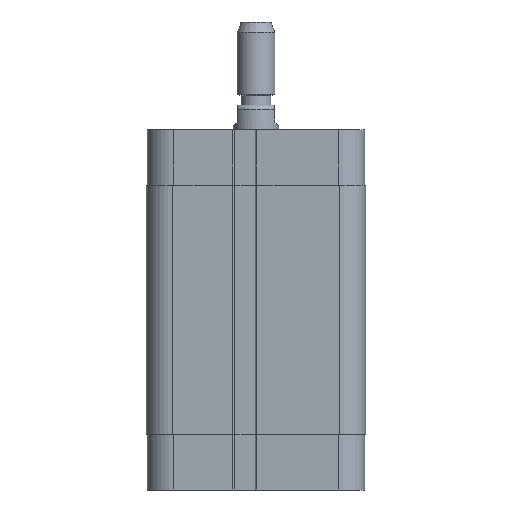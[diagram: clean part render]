
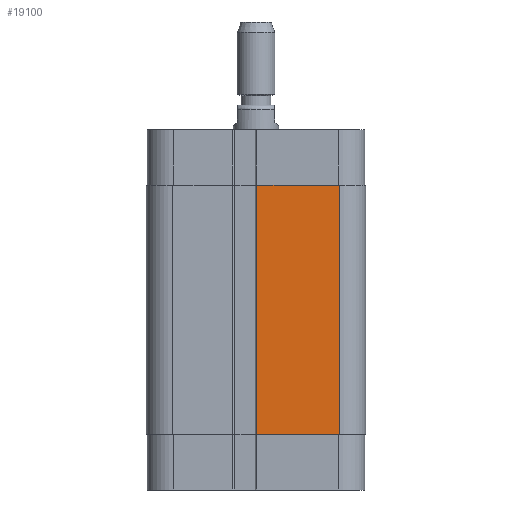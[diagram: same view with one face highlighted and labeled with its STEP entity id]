
A CAD part, front view. The second image highlights one B-rep face of the part: STEP entity #19100.
In plain terms, the highlighted planar face has unit normal (0, -1, 0).
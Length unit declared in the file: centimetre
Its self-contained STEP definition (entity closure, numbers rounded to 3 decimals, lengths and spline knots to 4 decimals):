
#708=PLANE($,#19713);
#1733=FACE_OUTER_BOUND($,#2898,.T.);
#2898=EDGE_LOOP($,(#17177,#17178,#17179,#17180));
#4182=LINE($,#38633,#5545);
#4243=LINE($,#38818,#5606);
#4262=LINE($,#38881,#5625);
#4263=LINE($,#38883,#5626);
#5545=VECTOR($,#21943,2.18);
#5606=VECTOR($,#22132,2.18);
#5625=VECTOR($,#22189,6.6);
#5626=VECTOR($,#22192,6.6);
#8781=VERTEX_POINT($,#38630);
#8782=VERTEX_POINT($,#38632);
#8841=VERTEX_POINT($,#38815);
#8842=VERTEX_POINT($,#38817);
#11539=EDGE_CURVE($,#8782,#8781,#4182,.T.);
#11632=EDGE_CURVE($,#8842,#8841,#4243,.T.);
#11664=EDGE_CURVE($,#8782,#8841,#4262,.T.);
#11665=EDGE_CURVE($,#8781,#8842,#4263,.T.);
#17177=ORIENTED_EDGE($,*,*,#11539,.T.);
#17178=ORIENTED_EDGE($,*,*,#11665,.T.);
#17179=ORIENTED_EDGE($,*,*,#11632,.T.);
#17180=ORIENTED_EDGE($,*,*,#11664,.F.);
#19100=ADVANCED_FACE($,(#1733),#708,.T.);
#19713=AXIS2_PLACEMENT_3D($,#38882,#22190,#22191);
#21943=DIRECTION($,(-1.,0.,0.));
#22132=DIRECTION($,(1.,0.,0.));
#22189=DIRECTION($,(0.,0.,-1.));
#22190=DIRECTION('center_axis',(0.,-1.,0.));
#22191=DIRECTION('ref_axis',(1.,0.,0.));
#22192=DIRECTION($,(0.,0.,-1.));
#38630=CARTESIAN_POINT('',(0.025,-2.905,8.075));
#38632=CARTESIAN_POINT('',(2.205,-2.905,8.075));
#38633=CARTESIAN_POINT($,(2.205,-2.905,8.075));
#38815=CARTESIAN_POINT('',(2.205,-2.905,1.475));
#38817=CARTESIAN_POINT('',(0.025,-2.905,1.475));
#38818=CARTESIAN_POINT($,(0.025,-2.905,1.475));
#38881=CARTESIAN_POINT($,(2.205,-2.905,8.075));
#38882=CARTESIAN_POINT('Origin',(2.205,-2.905,22.275));
#38883=CARTESIAN_POINT($,(0.025,-2.905,8.075));
